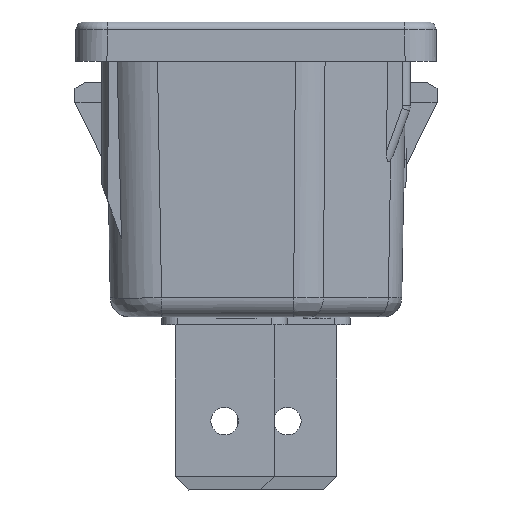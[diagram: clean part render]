
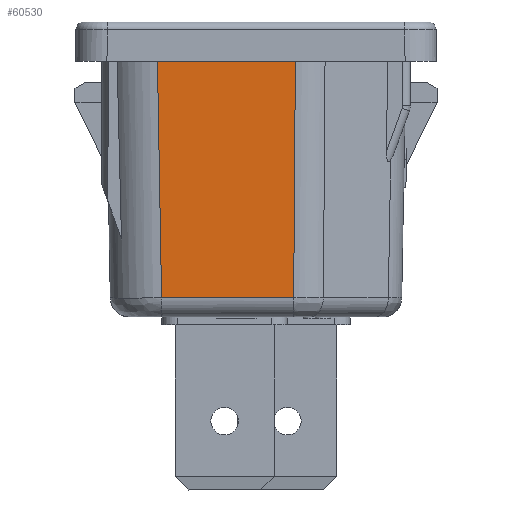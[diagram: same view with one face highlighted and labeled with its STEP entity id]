
A CAD part, left-side view. The second image highlights one B-rep face of the part: STEP entity #60530.
In plain terms, the highlighted face is planar.
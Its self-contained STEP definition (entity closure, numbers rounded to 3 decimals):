
#31350=CARTESIAN_POINT('',(-0.156,26.978,-6.281)
);
#31360=VERTEX_POINT('',#31350);
#31390=CARTESIAN_POINT('',(0.316,-0.057,
-5.809));
#31400=DIRECTION('',(0.017,-1.,
0.017));
#31410=VECTOR('',#31400,1.);
#31420=LINE('',#31390,#31410);
#31430=CARTESIAN_POINT('',(0.107,11.907,
-6.018));
#31440=VERTEX_POINT('',#31430);
#31450=EDGE_CURVE('',#31360,#31440,#31420,.T.);
#60150=CARTESIAN_POINT('',(0.111,11.709,0.));
#60160=DIRECTION('',(-1.,-0.017,-0.));
#60170=DIRECTION('',(-0.017,1.,0.));
#60180=AXIS2_PLACEMENT_3D('',#60150,#60160,#60170);
#60190=PLANE('',#60180);
#60200=CARTESIAN_POINT('',(-0.156,26.978,0.));
#60210=DIRECTION('',(0.,0.,1.));
#60220=VECTOR('',#60210,1.);
#60230=LINE('',#60200,#60220);
#60240=CARTESIAN_POINT('',(-0.156,26.978,0.6));
#60250=VERTEX_POINT('',#60240);
#60260=EDGE_CURVE('',#31360,#60250,#60230,.T.);
#60270=ORIENTED_EDGE('',*,*,#60260,.F.);
#60280=CARTESIAN_POINT('',(-0.156,26.978,0.));
#60290=DIRECTION('',(0.,0.,1.));
#60300=VECTOR('',#60290,1.);
#60310=LINE('',#60280,#60300);
#60320=CARTESIAN_POINT('',(-0.156,26.978,2.507)
);
#60330=VERTEX_POINT('',#60320);
#60340=EDGE_CURVE('',#60250,#60330,#60310,.T.);
#60350=ORIENTED_EDGE('',*,*,#60340,.F.);
#60360=CARTESIAN_POINT('',(0.316,-0.048,
2.319));
#60370=DIRECTION('',(-0.017,1.,
0.007));
#60380=VECTOR('',#60370,1.);
#60390=LINE('',#60360,#60380);
#60400=CARTESIAN_POINT('',(0.107,11.907,
2.402));
#60410=VERTEX_POINT('',#60400);
#60420=EDGE_CURVE('',#60410,#60330,#60390,.T.);
#60430=ORIENTED_EDGE('',*,*,#60420,.T.);
#60440=CARTESIAN_POINT('',(0.107,11.907,0.));
#60450=DIRECTION('',(0.,0.,1.));
#60460=VECTOR('',#60450,1.);
#60470=LINE('',#60440,#60460);
#60480=EDGE_CURVE('',#31440,#60410,#60470,.T.);
#60490=ORIENTED_EDGE('',*,*,#60480,.T.);
#60500=ORIENTED_EDGE('',*,*,#31450,.T.);
#60510=EDGE_LOOP('',(#60500,#60490,#60430,#60350,#60270));
#60520=FACE_OUTER_BOUND('',#60510,.T.);
#60530=ADVANCED_FACE('',(#60520),#60190,.T.);
